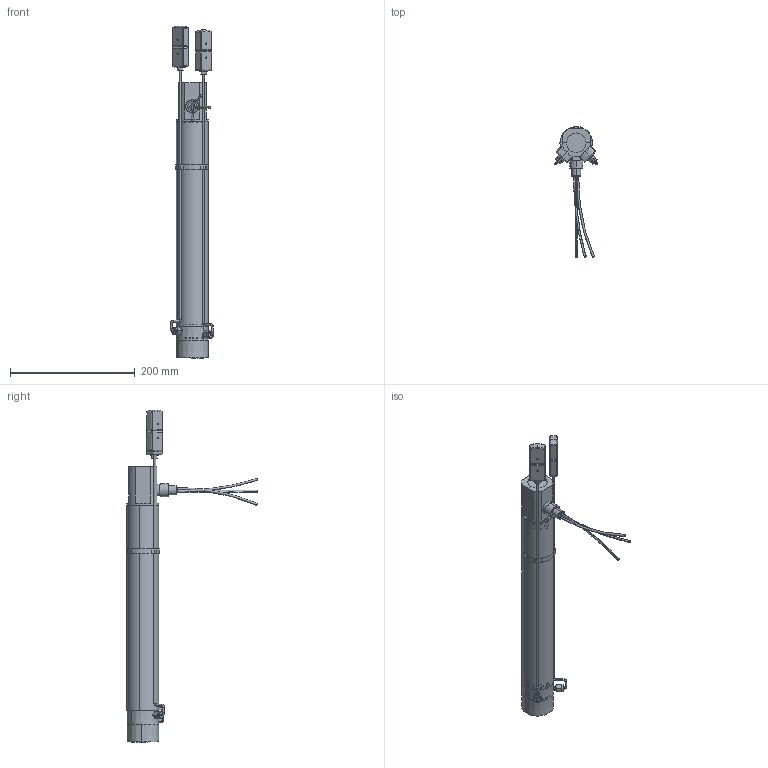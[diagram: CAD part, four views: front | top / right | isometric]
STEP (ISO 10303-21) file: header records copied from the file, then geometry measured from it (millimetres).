
FILE_DESCRIPTION (( 'STEP AP203' ), '1' );
FILE_NAME ('HT200-3CER-1F-1 1-4F-TF2.STEP', '2017-11-17T13:51:31', ( '' ), ( '' ), 'SwSTEP 2.0', 'SolidWorks 2017', '' );
FILE_SCHEMA (( 'CONFIG_CONTROL_DESIGN' ));
Length unit declared in the file: inch
Products named in the file (1): HT200-3CER-1F-1 1-4F-TF2
Bounding box: 68.65 x 209.64 x 531.63 mm (x, y, z)
Volume: 455023.4 mm3; surface area: 446086.4 mm2
Topology: 38 solids, 38 shells, 1579 faces, 4332 edges, 2815 vertices
Faces by surface type: cylinder 1053, plane 398, bspline 60, cone 48, torus 20
Entity records: 53117 total; most frequent: CARTESIAN_POINT 10772, DIRECTION 9550, ORIENTED_EDGE 8600, EDGE_CURVE 4300, AXIS2_PLACEMENT_3D 3801, VERTEX_POINT 2815, CIRCLE 2281, LINE 1948
